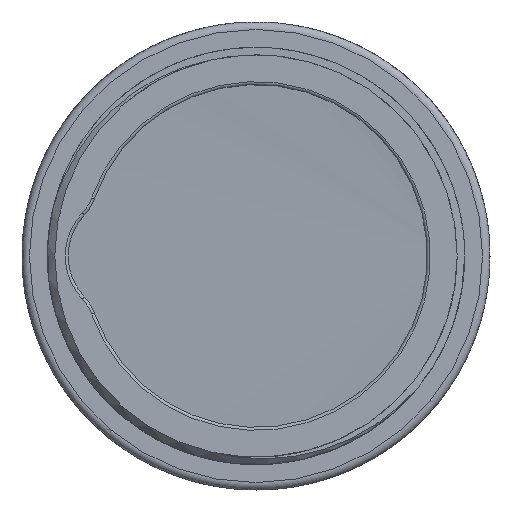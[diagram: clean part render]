
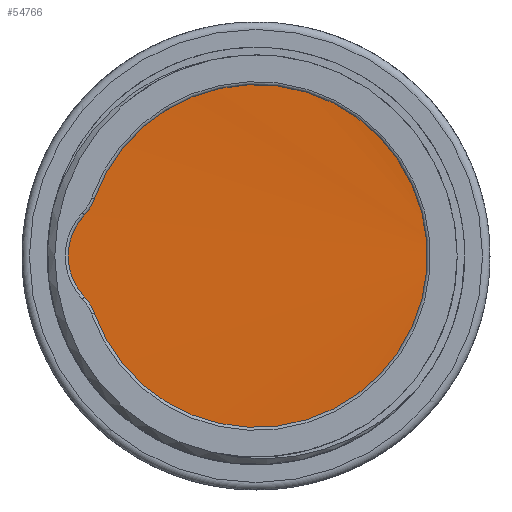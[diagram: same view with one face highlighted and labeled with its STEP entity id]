
A CAD part, left-side view. The second image highlights one B-rep face of the part: STEP entity #54766.
In plain terms, the highlighted cylindrical face has radius 13.5 mm (diameter 27 mm), a full revolution.
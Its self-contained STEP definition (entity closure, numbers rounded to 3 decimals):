
#3326=CIRCLE('',#58120,13.5);
#3892=FACE_OUTER_BOUND('',#7139,.T.);
#7139=EDGE_LOOP('',(#33776,#33777,#33778,#33779));
#10652=B_SPLINE_CURVE_WITH_KNOTS('',3,(#64490,#64491,#64492,#64493,#64494,
#64495,#64496,#64497,#64498,#64499,#64500,#64501,#64502),.UNSPECIFIED.,
 .F.,.F.,(4,1,1,1,1,1,1,1,1,1,4),(4.937,5.42,5.903,
6.386,6.869,7.352,7.835,8.318,
8.801,9.285,9.425),.UNSPECIFIED.);
#18060=LINE('',#63376,#18521);
#18066=LINE('',#63480,#18527);
#18521=VECTOR('',#59619,13.5);
#18527=VECTOR('',#59641,13.5);
#18982=VERTEX_POINT('',#63374);
#18983=VERTEX_POINT('',#63375);
#18991=VERTEX_POINT('',#63479);
#19039=VERTEX_POINT('',#63859);
#24803=EDGE_CURVE('',#18982,#18983,#18060,.T.);
#24817=EDGE_CURVE('',#18991,#18982,#18066,.T.);
#24952=EDGE_CURVE('',#19039,#18983,#10652,.T.);
#24953=EDGE_CURVE('',#19039,#18991,#3326,.T.);
#33776=ORIENTED_EDGE('',*,*,#24803,.T.);
#33777=ORIENTED_EDGE('',*,*,#24952,.F.);
#33778=ORIENTED_EDGE('',*,*,#24953,.T.);
#33779=ORIENTED_EDGE('',*,*,#24817,.T.);
#50959=CYLINDRICAL_SURFACE('',#58119,13.5);
#54766=ADVANCED_FACE('',(#3892),#50959,.T.);
#58119=AXIS2_PLACEMENT_3D('',#64503,#59944,#59945);
#58120=AXIS2_PLACEMENT_3D('',#64504,#59946,#59947);
#59619=DIRECTION('',(1.,0.,0.));
#59641=DIRECTION('',(1.,0.,0.));
#59944=DIRECTION('center_axis',(1.,0.,0.));
#59945=DIRECTION('ref_axis',(0.,1.,0.));
#59946=DIRECTION('center_axis',(1.,0.,0.));
#59947=DIRECTION('ref_axis',(0.,-1.,0.));
#63374=CARTESIAN_POINT('',(0.8,-13.5,0.));
#63375=CARTESIAN_POINT('',(2.,-13.5,0.));
#63376=CARTESIAN_POINT('',(-0.6,-13.5,0.));
#63479=CARTESIAN_POINT('',(0.,-13.5,0.));
#63480=CARTESIAN_POINT('',(-0.6,-13.5,0.));
#63859=CARTESIAN_POINT('',(0.,3.004,13.162));
#64490=CARTESIAN_POINT('Ctrl Pts',(0.,3.004,
13.162));
#64491=CARTESIAN_POINT('Ctrl Pts',(0.072,5.123,
12.678));
#64492=CARTESIAN_POINT('Ctrl Pts',(0.215,9.122,10.668));
#64493=CARTESIAN_POINT('Ctrl Pts',(0.431,13.034,5.209));
#64494=CARTESIAN_POINT('Ctrl Pts',(0.646,13.962,-1.441));
#64495=CARTESIAN_POINT('Ctrl Pts',(0.861,11.695,-7.762));
#64496=CARTESIAN_POINT('Ctrl Pts',(1.076,6.751,-12.306));
#64497=CARTESIAN_POINT('Ctrl Pts',(1.292,0.262,-14.034));
#64498=CARTESIAN_POINT('Ctrl Pts',(1.507,-6.287,-12.55));
#64499=CARTESIAN_POINT('Ctrl Pts',(1.722,-11.397,-8.194));
#64500=CARTESIAN_POINT('Ctrl Pts',(1.887,-13.307,-3.436));
#64501=CARTESIAN_POINT('Ctrl Pts',(1.979,-13.5,-0.631));
#64502=CARTESIAN_POINT('Ctrl Pts',(2.,-13.5,0.));
#64503=CARTESIAN_POINT('Origin',(-0.6,0.,0.));
#64504=CARTESIAN_POINT('Origin',(0.,0.,0.));
